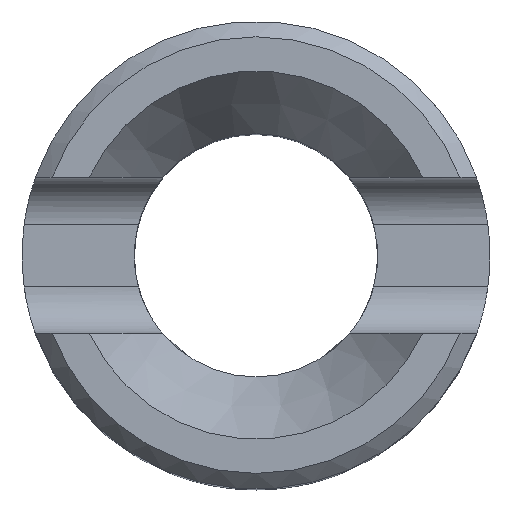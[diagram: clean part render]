
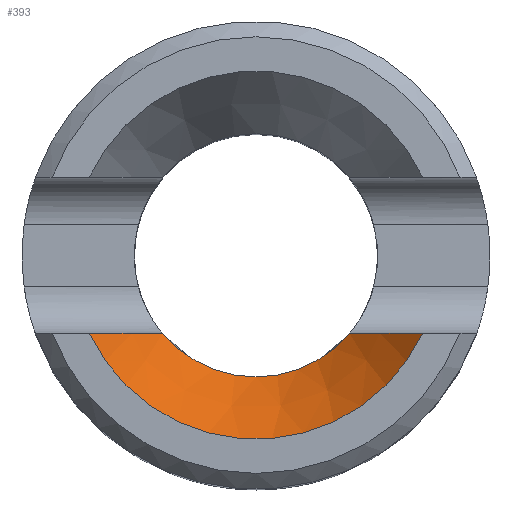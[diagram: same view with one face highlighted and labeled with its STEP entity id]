
A CAD part, top view. The second image highlights one B-rep face of the part: STEP entity #393.
In plain terms, the highlighted conical face has half-angle 30 degrees and reference radius 4.9 mm.
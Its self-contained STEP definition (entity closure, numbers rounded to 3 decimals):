
#94=FACE_OUTER_BOUND('',#115,.T.);
#115=EDGE_LOOP('',(#266,#267,#268,#269));
#139=CIRCLE('',#435,5.9);
#140=CIRCLE('',#436,3.9);
#156=(
BOUNDED_CURVE()
B_SPLINE_CURVE(2,(#578,#579,#580),.UNSPECIFIED.,.F.,.F.)
B_SPLINE_CURVE_WITH_KNOTS((3,3),(1.38,1.59),
 .UNSPECIFIED.)
CURVE()
GEOMETRIC_REPRESENTATION_ITEM()
RATIONAL_B_SPLINE_CURVE((1.313,1.18,1.))
REPRESENTATION_ITEM('')
);
#157=(
BOUNDED_CURVE()
B_SPLINE_CURVE(2,(#584,#585,#586),.UNSPECIFIED.,.F.,.F.)
B_SPLINE_CURVE_WITH_KNOTS((3,3),(0.,0.211),.UNSPECIFIED.)
CURVE()
GEOMETRIC_REPRESENTATION_ITEM()
RATIONAL_B_SPLINE_CURVE((1.,1.18,1.313))
REPRESENTATION_ITEM('')
);
#164=VERTEX_POINT('',#576);
#165=VERTEX_POINT('',#577);
#166=VERTEX_POINT('',#581);
#167=VERTEX_POINT('',#583);
#205=EDGE_CURVE('',#164,#165,#156,.T.);
#206=EDGE_CURVE('',#165,#166,#139,.T.);
#207=EDGE_CURVE('',#166,#167,#157,.T.);
#208=EDGE_CURVE('',#167,#164,#140,.T.);
#266=ORIENTED_EDGE('',*,*,#205,.T.);
#267=ORIENTED_EDGE('',*,*,#206,.T.);
#268=ORIENTED_EDGE('',*,*,#207,.T.);
#269=ORIENTED_EDGE('',*,*,#208,.T.);
#388=CONICAL_SURFACE('',#434,4.9,0.524);
#393=ADVANCED_FACE('',(#94),#388,.F.);
#434=AXIS2_PLACEMENT_3D('',#575,#474,#475);
#435=AXIS2_PLACEMENT_3D('',#582,#476,#477);
#436=AXIS2_PLACEMENT_3D('',#587,#478,#479);
#474=DIRECTION('center_axis',(0.,0.,1.));
#475=DIRECTION('ref_axis',(1.,0.,0.));
#476=DIRECTION('center_axis',(0.,0.,1.));
#477=DIRECTION('ref_axis',(1.,0.,0.));
#478=DIRECTION('center_axis',(0.,0.,-1.));
#479=DIRECTION('ref_axis',(1.,0.,0.));
#575=CARTESIAN_POINT('Origin',(0.,0.,18.268));
#576=CARTESIAN_POINT('',(-2.993,-2.5,16.536));
#577=CARTESIAN_POINT('',(-5.344,-2.5,20.));
#578=CARTESIAN_POINT('Ctrl Pts',(-2.993,-2.5,16.536));
#579=CARTESIAN_POINT('Ctrl Pts',(-3.929,-2.5,17.78));
#580=CARTESIAN_POINT('Ctrl Pts',(-5.344,-2.5,20.));
#581=CARTESIAN_POINT('',(5.344,-2.5,20.));
#582=CARTESIAN_POINT('Origin',(0.,0.,20.));
#583=CARTESIAN_POINT('',(2.993,-2.5,16.536));
#584=CARTESIAN_POINT('Ctrl Pts',(5.344,-2.5,20.));
#585=CARTESIAN_POINT('Ctrl Pts',(3.929,-2.5,17.78));
#586=CARTESIAN_POINT('Ctrl Pts',(2.993,-2.5,16.536));
#587=CARTESIAN_POINT('Origin',(0.,0.,16.536));
